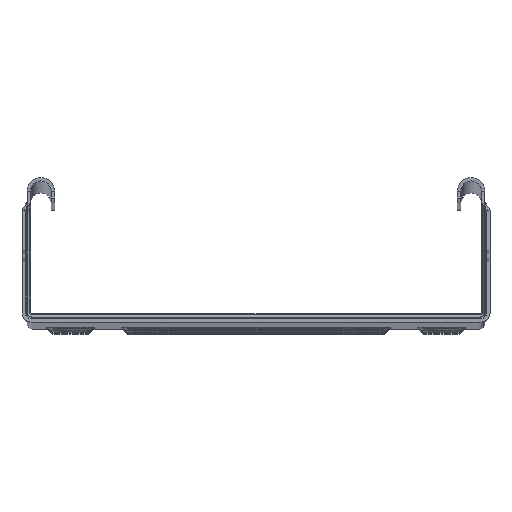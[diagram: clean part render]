
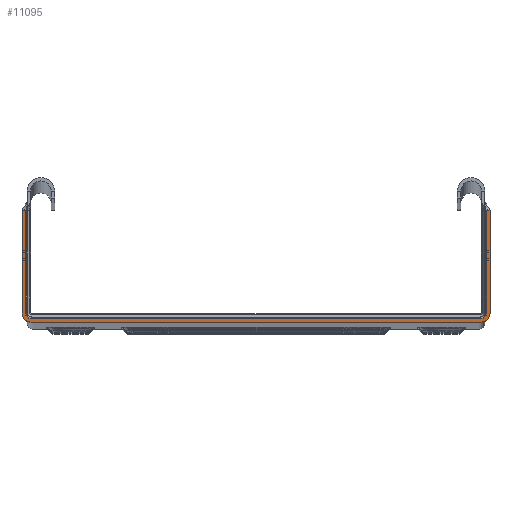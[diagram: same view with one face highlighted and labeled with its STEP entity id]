
A CAD part, top view. The second image highlights one B-rep face of the part: STEP entity #11095.
In plain terms, the highlighted planar face has unit normal (0, 0, 1).
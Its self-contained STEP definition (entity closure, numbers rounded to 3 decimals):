
#636 = CARTESIAN_POINT ( 'NONE',  ( 98.25, -0.75, 3050. ) ) ;
#2135 = DIRECTION ( 'NONE',  ( 0., 1., 0. ) ) ;
#2613 = EDGE_CURVE ( 'NONE', #34315, #3672, #4589, .T. ) ;
#2950 = DIRECTION ( 'NONE',  ( 0., 0., 1. ) ) ;
#3672 = VERTEX_POINT ( 'NONE', #51638 ) ;
#3880 = DIRECTION ( 'NONE',  ( 0., 0., -1. ) ) ;
#4589 = LINE ( 'NONE', #24253, #30172 ) ;
#4980 = CARTESIAN_POINT ( 'NONE',  ( 102.25, 46.5, 3050. ) ) ;
#6157 = CARTESIAN_POINT ( 'NONE',  ( 100.75, 1.75, 3050. ) ) ;
#7008 = CARTESIAN_POINT ( 'NONE',  ( -100.75, 46.5, 3050. ) ) ;
#7706 = CARTESIAN_POINT ( 'NONE',  ( 100.75, 1.75, 3050. ) ) ;
#7908 = PLANE ( 'NONE',  #50796 ) ;
#8902 = EDGE_CURVE ( 'NONE', #18962, #18371, #34650, .T. ) ;
#9510 = CARTESIAN_POINT ( 'NONE',  ( -98.25, -0.75, 3050. ) ) ;
#9643 = CARTESIAN_POINT ( 'NONE',  ( -102.25, 46.5, 3050. ) ) ;
#10079 = AXIS2_PLACEMENT_3D ( 'NONE', #43523, #23530, #43793 ) ;
#11095 = ADVANCED_FACE ( 'NONE', ( #28137 ), #7908, .F. ) ;
#13330 = VERTEX_POINT ( 'NONE', #38718 ) ;
#13563 = VERTEX_POINT ( 'NONE', #9510 ) ;
#13695 = VECTOR ( 'NONE', #2135, 1000. ) ;
#13746 = EDGE_CURVE ( 'NONE', #45874, #47762, #42684, .T. ) ;
#14003 = VERTEX_POINT ( 'NONE', #45884 ) ;
#14559 = EDGE_CURVE ( 'NONE', #3672, #13563, #16038, .T. ) ;
#14685 = DIRECTION ( 'NONE',  ( 1., 0., 0. ) ) ;
#14765 = ORIENTED_EDGE ( 'NONE', *, *, #21205, .T. ) ;
#14952 = CARTESIAN_POINT ( 'NONE',  ( -98.25, 1.75, 3050. ) ) ;
#16038 = CIRCLE ( 'NONE', #48802, 2.5 ) ;
#16846 = VECTOR ( 'NONE', #27017, 1000. ) ;
#18371 = VERTEX_POINT ( 'NONE', #7706 ) ;
#18655 = CARTESIAN_POINT ( 'NONE',  ( 100.75, 46.5, 3050. ) ) ;
#18795 = VECTOR ( 'NONE', #28445, 1000. ) ;
#18962 = VERTEX_POINT ( 'NONE', #636 ) ;
#20295 = DIRECTION ( 'NONE',  ( 0., -1., 0. ) ) ;
#20650 = ORIENTED_EDGE ( 'NONE', *, *, #46059, .T. ) ;
#20996 = ORIENTED_EDGE ( 'NONE', *, *, #14559, .F. ) ;
#21205 = EDGE_CURVE ( 'NONE', #46353, #40158, #51888, .T. ) ;
#22913 = DIRECTION ( 'NONE',  ( 1., 0., 0. ) ) ;
#23080 = DIRECTION ( 'NONE',  ( 1., 0., 0. ) ) ;
#23401 = LINE ( 'NONE', #6157, #13695 ) ;
#23530 = DIRECTION ( 'NONE',  ( 0., 0., 1. ) ) ;
#23712 = DIRECTION ( 'NONE',  ( 0., 1., 0. ) ) ;
#24253 = CARTESIAN_POINT ( 'NONE',  ( -100.75, 1.75, 3050. ) ) ;
#24348 = CARTESIAN_POINT ( 'NONE',  ( -100.75, 1.75, 3050. ) ) ;
#25332 = LINE ( 'NONE', #37772, #46272 ) ;
#26161 = CARTESIAN_POINT ( 'NONE',  ( -100.75, 46.5, 3050. ) ) ;
#26956 = EDGE_CURVE ( 'NONE', #32961, #46353, #52864, .T. ) ;
#27017 = DIRECTION ( 'NONE',  ( -1., 0., 0. ) ) ;
#27518 = VECTOR ( 'NONE', #36671, 1000. ) ;
#28032 = CARTESIAN_POINT ( 'NONE',  ( 102.25, 1.75, 3050. ) ) ;
#28137 = FACE_OUTER_BOUND ( 'NONE', #50417, .T. ) ;
#28169 = CARTESIAN_POINT ( 'NONE',  ( -98.25, -2.25, 3050. ) ) ;
#28183 = CIRCLE ( 'NONE', #10079, 4. ) ;
#28445 = DIRECTION ( 'NONE',  ( 1., 0., 0. ) ) ;
#28475 = VECTOR ( 'NONE', #22913, 1000. ) ;
#29982 = CARTESIAN_POINT ( 'NONE',  ( -102.25, 1.75, 3050. ) ) ;
#30172 = VECTOR ( 'NONE', #45578, 1000. ) ;
#31151 = ORIENTED_EDGE ( 'NONE', *, *, #26956, .T. ) ;
#32321 = ORIENTED_EDGE ( 'NONE', *, *, #35503, .F. ) ;
#32961 = VERTEX_POINT ( 'NONE', #9643 ) ;
#33049 = LINE ( 'NONE', #28169, #18795 ) ;
#33731 = DIRECTION ( 'NONE',  ( 1., 0., 0. ) ) ;
#34131 = ORIENTED_EDGE ( 'NONE', *, *, #2613, .F. ) ;
#34315 = VERTEX_POINT ( 'NONE', #26161 ) ;
#34650 = CIRCLE ( 'NONE', #48427, 2.5 ) ;
#35232 = DIRECTION ( 'NONE',  ( 0., 0., 1. ) ) ;
#35367 = LINE ( 'NONE', #7008, #28475 ) ;
#35503 = EDGE_CURVE ( 'NONE', #32961, #34315, #35367, .T. ) ;
#36421 = ORIENTED_EDGE ( 'NONE', *, *, #13746, .T. ) ;
#36671 = DIRECTION ( 'NONE',  ( 0., -1., 0. ) ) ;
#37241 = AXIS2_PLACEMENT_3D ( 'NONE', #52227, #48447, #23080 ) ;
#37772 = CARTESIAN_POINT ( 'NONE',  ( -98.25, -0.75, 3050. ) ) ;
#38718 = CARTESIAN_POINT ( 'NONE',  ( 102.25, 1.75, 3050. ) ) ;
#39085 = DIRECTION ( 'NONE',  ( -1., 0., 0. ) ) ;
#40158 = VERTEX_POINT ( 'NONE', #52449 ) ;
#41257 = LINE ( 'NONE', #28032, #46228 ) ;
#42684 = LINE ( 'NONE', #18655, #16846 ) ;
#43523 = CARTESIAN_POINT ( 'NONE',  ( 98.25, 1.75, 3050. ) ) ;
#43793 = DIRECTION ( 'NONE',  ( 1., 0., 0. ) ) ;
#45292 = EDGE_CURVE ( 'NONE', #13330, #45874, #41257, .T. ) ;
#45578 = DIRECTION ( 'NONE',  ( 0., -1., 0. ) ) ;
#45874 = VERTEX_POINT ( 'NONE', #4980 ) ;
#45884 = CARTESIAN_POINT ( 'NONE',  ( 98.25, -2.25, 3050. ) ) ;
#46059 = EDGE_CURVE ( 'NONE', #14003, #13330, #28183, .T. ) ;
#46228 = VECTOR ( 'NONE', #23712, 1000. ) ;
#46272 = VECTOR ( 'NONE', #33731, 1000. ) ;
#46353 = VERTEX_POINT ( 'NONE', #29982 ) ;
#47245 = ORIENTED_EDGE ( 'NONE', *, *, #47937, .T. ) ;
#47762 = VERTEX_POINT ( 'NONE', #49127 ) ;
#47937 = EDGE_CURVE ( 'NONE', #40158, #14003, #33049, .T. ) ;
#48427 = AXIS2_PLACEMENT_3D ( 'NONE', #51494, #2950, #39085 ) ;
#48447 = DIRECTION ( 'NONE',  ( 0., 0., 1. ) ) ;
#48612 = ORIENTED_EDGE ( 'NONE', *, *, #53034, .F. ) ;
#48797 = CARTESIAN_POINT ( 'NONE',  ( -102.25, 1.75, 3050. ) ) ;
#48802 = AXIS2_PLACEMENT_3D ( 'NONE', #14952, #35232, #14685 ) ;
#49127 = CARTESIAN_POINT ( 'NONE',  ( 100.75, 46.5, 3050. ) ) ;
#49495 = ORIENTED_EDGE ( 'NONE', *, *, #45292, .T. ) ;
#50150 = EDGE_CURVE ( 'NONE', #13563, #18962, #25332, .T. ) ;
#50417 = EDGE_LOOP ( 'NONE', ( #31151, #14765, #47245, #20650, #49495, #36421, #48612, #53330, #51641, #20996, #34131, #32321 ) ) ;
#50796 = AXIS2_PLACEMENT_3D ( 'NONE', #24348, #3880, #20295 ) ;
#51494 = CARTESIAN_POINT ( 'NONE',  ( 98.25, 1.75, 3050. ) ) ;
#51638 = CARTESIAN_POINT ( 'NONE',  ( -100.75, 1.75, 3050. ) ) ;
#51641 = ORIENTED_EDGE ( 'NONE', *, *, #50150, .F. ) ;
#51888 = CIRCLE ( 'NONE', #37241, 4. ) ;
#52227 = CARTESIAN_POINT ( 'NONE',  ( -98.25, 1.75, 3050. ) ) ;
#52449 = CARTESIAN_POINT ( 'NONE',  ( -98.25, -2.25, 3050. ) ) ;
#52864 = LINE ( 'NONE', #48797, #27518 ) ;
#53034 = EDGE_CURVE ( 'NONE', #18371, #47762, #23401, .T. ) ;
#53330 = ORIENTED_EDGE ( 'NONE', *, *, #8902, .F. ) ;
